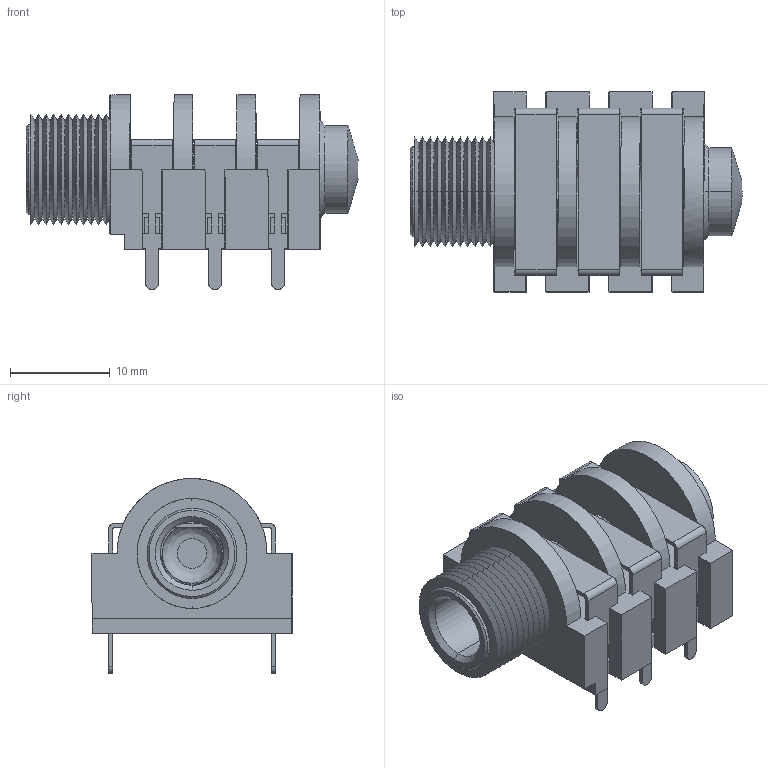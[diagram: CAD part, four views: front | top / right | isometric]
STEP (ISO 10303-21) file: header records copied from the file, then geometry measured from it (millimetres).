
FILE_DESCRIPTION(/* description */ (''),/* implementation_level */ '2;1');
FILE_NAME(/* name */ 'CUI_DEVICES_SJ-63073E.step',/* time_stamp */ '2022-04-14T11:11:08+02:00',/* author */ (''),/* organization */ (''),/* preprocessor_version */ 'ST-DEVELOPER v18.1',/* originating_system */ 'Autodesk Translation Framework v10.14.0.1471',/* authorisation */ '');
FILE_SCHEMA (('AUTOMOTIVE_DESIGN { 1 0 10303 214 3 1 1 }'));
Length unit declared in the file: inch
Products named in the file (1): (Unsaved)
Bounding box: 33.2 x 20 x 19.49 mm (x, y, z)
Volume: 3441.8 mm3; surface area: 4767.5 mm2
Topology: 1 solids, 1 shells, 423 faces, 1248 edges, 797 vertices
Faces by surface type: plane 312, bspline 111
Entity records: 22838 total; most frequent: CARTESIAN_POINT 12108, ORIENTED_EDGE 2496, DIRECTION 1674, EDGE_CURVE 1248, LINE 1040, VECTOR 1040, VERTEX_POINT 797, EDGE_LOOP 443
